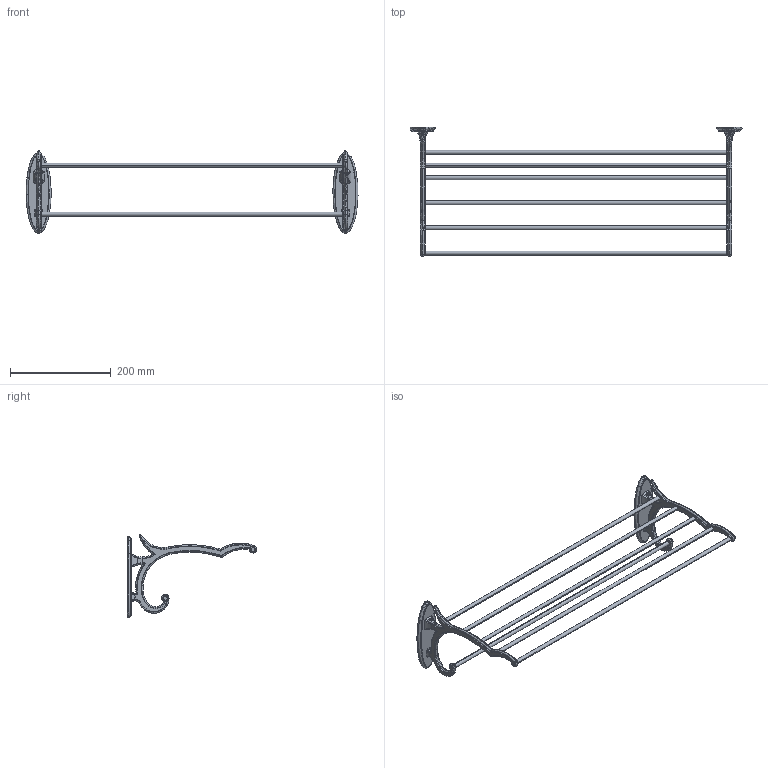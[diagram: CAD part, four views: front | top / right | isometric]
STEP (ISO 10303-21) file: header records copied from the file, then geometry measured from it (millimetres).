
FILE_DESCRIPTION((''),'2;1');
FILE_NAME('2743-24_WEB','2010-10-01T',('project'),(''),'PRO/ENGINEER BY PARAMETRIC TECHNOLOGY CORPORATION, 2009300','PRO/ENGINEER BY PARAMETRIC TECHNOLOGY CORPORATION, 2009300','');
FILE_SCHEMA(('CONFIG_CONTROL_DESIGN'));
Length unit declared in the file: inch
Products named in the file (1): 2743-24_WEB
Bounding box: 659.5 x 257.5 x 163.44 mm (x, y, z)
Volume: 321921 mm3; surface area: 162415.8 mm2
Topology: 1 solids, 1 shells, 508 faces, 1459 edges, 925 vertices
Faces by surface type: cylinder 224, torus 144, bspline 60, plane 36, sphere 24, cone 12, extrusion 8
Entity records: 23439 total; most frequent: CARTESIAN_POINT 10578, ORIENTED_EDGE 2854, DIRECTION 2642, EDGE_CURVE 1427, AXIS2_PLACEMENT_3D 1188, VERTEX_POINT 925, CIRCLE 748, EDGE_LOOP 530
